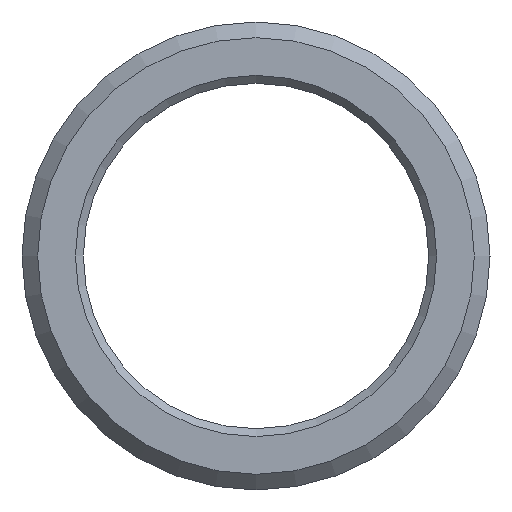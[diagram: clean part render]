
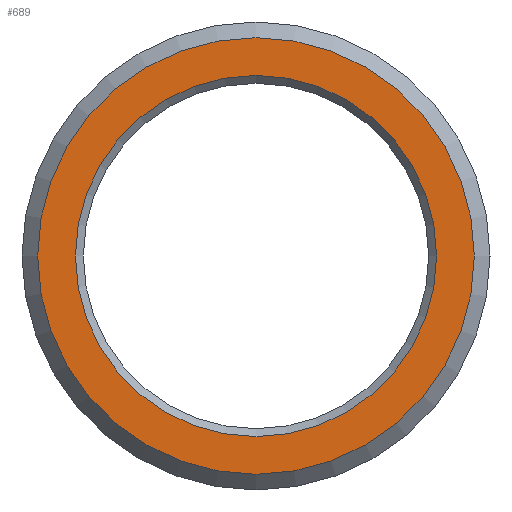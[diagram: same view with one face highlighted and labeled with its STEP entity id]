
A CAD part, left-side view. The second image highlights one B-rep face of the part: STEP entity #689.
In plain terms, the highlighted planar face has unit normal (-1, 0, 0).
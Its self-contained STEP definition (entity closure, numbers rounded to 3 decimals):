
#25=FACE_BOUND('',#98,.T.);
#29=PLANE('',#815);
#62=FACE_OUTER_BOUND('',#97,.T.);
#97=EDGE_LOOP('',(#580,#581));
#98=EDGE_LOOP('',(#582,#583));
#216=CIRCLE('',#813,27.807);
#217=CIRCLE('',#814,27.807);
#218=CIRCLE('',#816,23.);
#219=CIRCLE('',#817,23.);
#293=VERTEX_POINT('',#1264);
#294=VERTEX_POINT('',#1265);
#295=VERTEX_POINT('',#1270);
#296=VERTEX_POINT('',#1271);
#391=EDGE_CURVE('',#293,#294,#216,.T.);
#392=EDGE_CURVE('',#294,#293,#217,.T.);
#394=EDGE_CURVE('',#295,#296,#218,.T.);
#395=EDGE_CURVE('',#296,#295,#219,.T.);
#580=ORIENTED_EDGE('',*,*,#391,.T.);
#581=ORIENTED_EDGE('',*,*,#392,.T.);
#582=ORIENTED_EDGE('',*,*,#394,.F.);
#583=ORIENTED_EDGE('',*,*,#395,.F.);
#689=ADVANCED_FACE('',(#62,#25),#29,.T.);
#813=AXIS2_PLACEMENT_3D('',#1266,#1044,#1045);
#814=AXIS2_PLACEMENT_3D('',#1267,#1046,#1047);
#815=AXIS2_PLACEMENT_3D('',#1269,#1049,#1050);
#816=AXIS2_PLACEMENT_3D('',#1272,#1051,#1052);
#817=AXIS2_PLACEMENT_3D('',#1273,#1053,#1054);
#1044=DIRECTION('center_axis',(-1.,0.,0.));
#1045=DIRECTION('ref_axis',(0.,-1.,0.));
#1046=DIRECTION('center_axis',(-1.,0.,0.));
#1047=DIRECTION('ref_axis',(0.,-1.,0.));
#1049=DIRECTION('center_axis',(-1.,0.,0.));
#1050=DIRECTION('ref_axis',(0.,0.,1.));
#1051=DIRECTION('center_axis',(-1.,0.,0.));
#1052=DIRECTION('ref_axis',(0.,-1.,0.));
#1053=DIRECTION('center_axis',(-1.,0.,0.));
#1054=DIRECTION('ref_axis',(0.,-1.,0.));
#1264=CARTESIAN_POINT('',(0.,-27.807,0.));
#1265=CARTESIAN_POINT('',(0.,27.807,0.));
#1266=CARTESIAN_POINT('Origin',(0.,0.,0.));
#1267=CARTESIAN_POINT('Origin',(0.,0.,0.));
#1269=CARTESIAN_POINT('Origin',(0.,-25.404,0.));
#1270=CARTESIAN_POINT('',(0.,-23.,0.));
#1271=CARTESIAN_POINT('',(0.,23.,0.));
#1272=CARTESIAN_POINT('Origin',(0.,0.,0.));
#1273=CARTESIAN_POINT('Origin',(0.,0.,0.));
